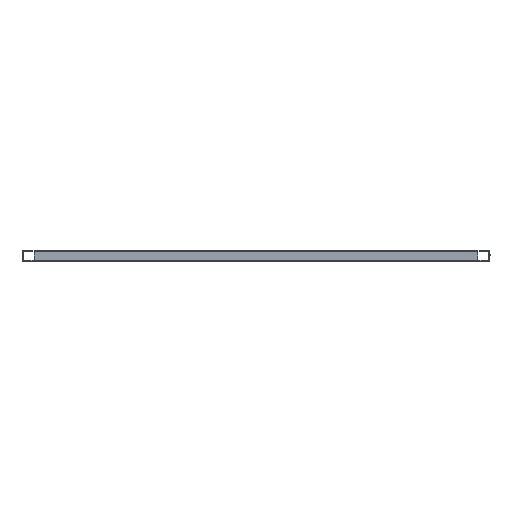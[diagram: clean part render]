
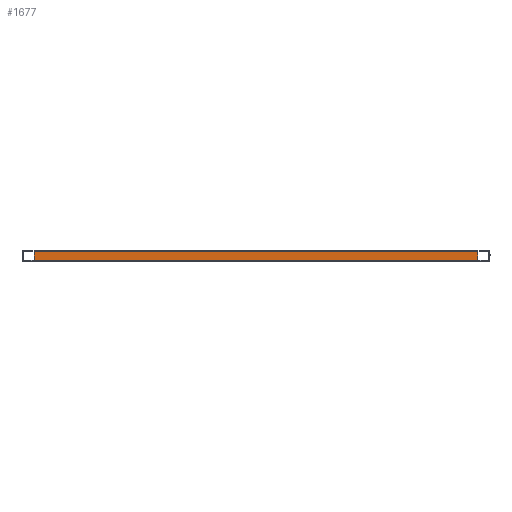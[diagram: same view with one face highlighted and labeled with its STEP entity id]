
A CAD part, left-side view. The second image highlights one B-rep face of the part: STEP entity #1677.
In plain terms, the highlighted planar face has unit normal (-1, 0, 0).
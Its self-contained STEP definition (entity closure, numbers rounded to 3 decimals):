
#204 = ORIENTED_EDGE ( 'NONE', *, *, #2265, .F. ) ;
#227 = ORIENTED_EDGE ( 'NONE', *, *, #2272, .T. ) ;
#228 = ORIENTED_EDGE ( 'NONE', *, *, #2206, .T. ) ;
#252 = ORIENTED_EDGE ( 'NONE', *, *, #2268, .T. ) ;
#319 = EDGE_LOOP ( 'NONE', ( #227, #252, #204, #228 ) ) ;
#1040 = CARTESIAN_POINT ( 'NONE',  ( -941.51, 514.5, 3.01 ) ) ;
#1050 = DIRECTION ( 'NONE',  ( 0., 0., 1. ) ) ;
#1051 = CARTESIAN_POINT ( 'NONE',  ( -941.51, -514.5, 3. ) ) ;
#1119 = DIRECTION ( 'NONE',  ( 0., 1., 0. ) ) ;
#1120 = CARTESIAN_POINT ( 'NONE',  ( -941.51, -514.5, 21.99 ) ) ;
#1144 = DIRECTION ( 'NONE',  ( 0., 0., -1. ) ) ;
#1160 = CARTESIAN_POINT ( 'NONE',  ( -941.51, 514.5, 3. ) ) ;
#1161 = DIRECTION ( 'NONE',  ( 0., 1., 0. ) ) ;
#1677 = ADVANCED_FACE ( 'NONE', ( #3532 ), #2465, .F. ) ;
#2066 = AXIS2_PLACEMENT_3D ( 'NONE', #2474, #2503, #2500 ) ;
#2206 = EDGE_CURVE ( 'NONE', #4391, #4384, #3854, .T. ) ;
#2265 = EDGE_CURVE ( 'NONE', #4391, #4400, #3853, .T. ) ;
#2268 = EDGE_CURVE ( 'NONE', #4376, #4400, #3859, .T. ) ;
#2272 = EDGE_CURVE ( 'NONE', #4384, #4376, #3869, .T. ) ;
#2465 = PLANE ( 'NONE',  #2066 ) ;
#2474 = CARTESIAN_POINT ( 'NONE',  ( -941.51, 514.5, 3. ) ) ;
#2500 = DIRECTION ( 'NONE',  ( 0., 0., -1. ) ) ;
#2503 = DIRECTION ( 'NONE',  ( 1., 0., 0. ) ) ;
#3532 = FACE_OUTER_BOUND ( 'NONE', #319, .T. ) ;
#3853 = LINE ( 'NONE', #1040, #3862 ) ;
#3854 = LINE ( 'NONE', #1051, #3855 ) ;
#3855 = VECTOR ( 'NONE', #1050, 1000. ) ;
#3859 = LINE ( 'NONE', #1160, #3868 ) ;
#3862 = VECTOR ( 'NONE', #1161, 1000. ) ;
#3865 = VECTOR ( 'NONE', #1119, 1000. ) ;
#3868 = VECTOR ( 'NONE', #1144, 1000. ) ;
#3869 = LINE ( 'NONE', #1120, #3865 ) ;
#4376 = VERTEX_POINT ( 'NONE', #5491 ) ;
#4384 = VERTEX_POINT ( 'NONE', #5481 ) ;
#4391 = VERTEX_POINT ( 'NONE', #5473 ) ;
#4400 = VERTEX_POINT ( 'NONE', #5459 ) ;
#5459 = CARTESIAN_POINT ( 'NONE',  ( -941.51, 514.5, 3.01 ) ) ;
#5473 = CARTESIAN_POINT ( 'NONE',  ( -941.51, -514.5, 3.01 ) ) ;
#5481 = CARTESIAN_POINT ( 'NONE',  ( -941.51, -514.5, 21.99 ) ) ;
#5491 = CARTESIAN_POINT ( 'NONE',  ( -941.51, 514.5, 21.99 ) ) ;
